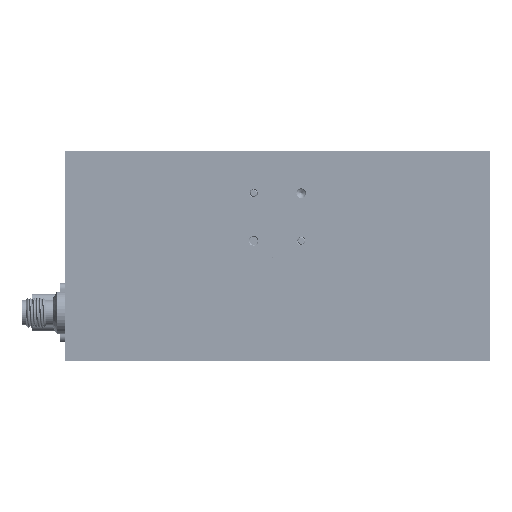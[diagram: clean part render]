
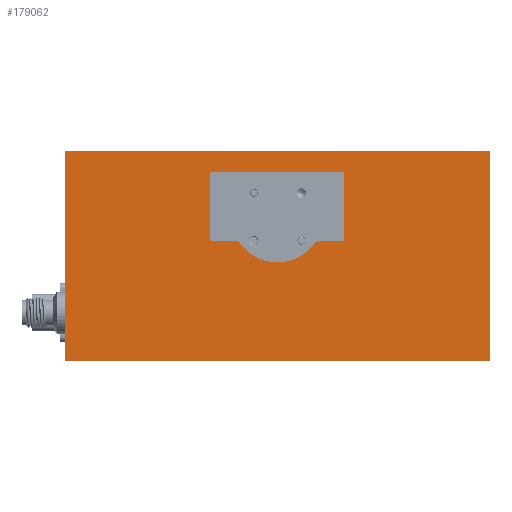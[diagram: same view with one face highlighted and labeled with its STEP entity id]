
A CAD part, left-side view. The second image highlights one B-rep face of the part: STEP entity #179062.
In plain terms, the highlighted planar face has unit normal (-1, 0, 0).
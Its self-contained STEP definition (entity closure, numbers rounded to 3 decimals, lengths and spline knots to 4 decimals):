
#749 = CARTESIAN_POINT ( 'NONE',  ( -1.9486, -0.927, 1.5623 ) ) ;
#787 = EDGE_CURVE ( 'NONE', #153894, #14940, #34223, .T. ) ;
#2207 = DIRECTION ( 'NONE',  ( 0., 1., 0. ) ) ;
#5735 = DIRECTION ( 'NONE',  ( -1., 0., 0. ) ) ;
#7563 = VERTEX_POINT ( 'NONE', #89199 ) ;
#8121 = CARTESIAN_POINT ( 'NONE',  ( -1.9486, 0.183, 1.5623 ) ) ;
#9227 = CARTESIAN_POINT ( 'NONE',  ( -1.9486, -2.142, -0.0127 ) ) ;
#9377 = CARTESIAN_POINT ( 'NONE',  ( -1.9486, -0.917, 1.5623 ) ) ;
#9681 = EDGE_CURVE ( 'NONE', #142054, #92662, #60665, .T. ) ;
#10547 = ORIENTED_EDGE ( 'NONE', *, *, #50962, .F. ) ;
#11026 = ORIENTED_EDGE ( 'NONE', *, *, #9681, .F. ) ;
#11378 = DIRECTION ( 'NONE',  ( 0., -1., 0. ) ) ;
#12178 = CARTESIAN_POINT ( 'NONE',  ( -1.9486, 0.193, 1.5523 ) ) ;
#14940 = VERTEX_POINT ( 'NONE', #25719 ) ;
#17039 = DIRECTION ( 'NONE',  ( 1., 0., 0. ) ) ;
#17441 = VERTEX_POINT ( 'NONE', #139404 ) ;
#18271 = CARTESIAN_POINT ( 'NONE',  ( -1.9486, -0.0605, 0.9628 ) ) ;
#18536 = VECTOR ( 'NONE', #111431, 39.3701 ) ;
#19851 = CARTESIAN_POINT ( 'NONE',  ( -1.9486, 0.183, 1.5523 ) ) ;
#24228 = VERTEX_POINT ( 'NONE', #8121 ) ;
#24433 = CIRCLE ( 'NONE', #100472, 0.0625 ) ;
#25087 = ORIENTED_EDGE ( 'NONE', *, *, #30823, .T. ) ;
#25719 = CARTESIAN_POINT ( 'NONE',  ( -1.9486, 1.408, 1.7373 ) ) ;
#26395 = DIRECTION ( 'NONE',  ( 0., 0., 1. ) ) ;
#27604 = VERTEX_POINT ( 'NONE', #18271 ) ;
#30357 = EDGE_CURVE ( 'NONE', #123996, #24228, #115288, .T. ) ;
#30823 = EDGE_CURVE ( 'NONE', #123996, #132003, #76967, .T. ) ;
#31816 = EDGE_LOOP ( 'NONE', ( #145082, #162672, #132324, #57676 ) ) ;
#32300 = CARTESIAN_POINT ( 'NONE',  ( -1.9486, 0.193, 1.5623 ) ) ;
#33140 = ORIENTED_EDGE ( 'NONE', *, *, #145869, .T. ) ;
#33598 = ORIENTED_EDGE ( 'NONE', *, *, #47097, .F. ) ;
#34223 = LINE ( 'NONE', #145090, #118836 ) ;
#34666 = DIRECTION ( 'NONE',  ( -1., 0., 0. ) ) ;
#37233 = ORIENTED_EDGE ( 'NONE', *, *, #113384, .F. ) ;
#38382 = EDGE_CURVE ( 'NONE', #49721, #92662, #135945, .T. ) ;
#38545 = CARTESIAN_POINT ( 'NONE',  ( -1.9486, -0.927, 1.5523 ) ) ;
#40060 = VECTOR ( 'NONE', #159622, 39.3701 ) ;
#45132 = CARTESIAN_POINT ( 'NONE',  ( -1.9486, -0.724, 0.9258 ) ) ;
#45307 = ORIENTED_EDGE ( 'NONE', *, *, #120410, .T. ) ;
#46024 = DIRECTION ( 'NONE',  ( 0., -1., 0. ) ) ;
#47097 = EDGE_CURVE ( 'NONE', #27604, #149809, #140859, .T. ) ;
#48584 = EDGE_CURVE ( 'NONE', #142054, #24228, #103043, .T. ) ;
#48923 = CARTESIAN_POINT ( 'NONE',  ( -1.9486, -0.917, 0.9883 ) ) ;
#49245 = EDGE_CURVE ( 'NONE', #7563, #132003, #151914, .T. ) ;
#49531 = PLANE ( 'NONE',  #50682 ) ;
#49721 = VERTEX_POINT ( 'NONE', #157345 ) ;
#50682 = AXIS2_PLACEMENT_3D ( 'NONE', #9227, #119212, #134762 ) ;
#50962 = EDGE_CURVE ( 'NONE', #49721, #179393, #100029, .T. ) ;
#51926 = LINE ( 'NONE', #66576, #18536 ) ;
#52210 = FACE_BOUND ( 'NONE', #119420, .T. ) ;
#57573 = DIRECTION ( 'NONE',  ( 0., 1., 0. ) ) ;
#57676 = ORIENTED_EDGE ( 'NONE', *, *, #181374, .T. ) ;
#60665 = LINE ( 'NONE', #32300, #40060 ) ;
#63667 = CARTESIAN_POINT ( 'NONE',  ( -1.9486, 0.183, 0.9983 ) ) ;
#63797 = DIRECTION ( 'NONE',  ( 0., -1., 0. ) ) ;
#65076 = FACE_OUTER_BOUND ( 'NONE', #31816, .T. ) ;
#66576 = CARTESIAN_POINT ( 'NONE',  ( -1.9486, 1.408, -0.0127 ) ) ;
#67391 = CIRCLE ( 'NONE', #113842, 0.0625 ) ;
#67657 = ORIENTED_EDGE ( 'NONE', *, *, #48584, .T. ) ;
#71600 = CARTESIAN_POINT ( 'NONE',  ( -1.9486, -0.0433, 0.9883 ) ) ;
#72881 = LINE ( 'NONE', #115040, #168198 ) ;
#73632 = VERTEX_POINT ( 'NONE', #48923 ) ;
#75965 = DIRECTION ( 'NONE',  ( 0., -1., 0. ) ) ;
#76967 = CIRCLE ( 'NONE', #88596, 0.01 ) ;
#77436 = DIRECTION ( 'NONE',  ( 0., -1., 0. ) ) ;
#78192 = DIRECTION ( 'NONE',  ( 0., 1., 0. ) ) ;
#82230 = AXIS2_PLACEMENT_3D ( 'NONE', #160174, #34666, #146441 ) ;
#88237 = VECTOR ( 'NONE', #2207, 39.3701 ) ;
#88596 = AXIS2_PLACEMENT_3D ( 'NONE', #142573, #17039, #169155 ) ;
#88811 = CARTESIAN_POINT ( 'NONE',  ( -1.9486, -0.917, 0.9983 ) ) ;
#89199 = CARTESIAN_POINT ( 'NONE',  ( -1.9486, -0.927, 0.9983 ) ) ;
#89345 = DIRECTION ( 'NONE',  ( 0., -1., 0. ) ) ;
#91141 = EDGE_CURVE ( 'NONE', #27604, #179393, #67391, .T. ) ;
#91664 = DIRECTION ( 'NONE',  ( 0., 0., 1. ) ) ;
#92662 = VERTEX_POINT ( 'NONE', #124005 ) ;
#96958 = ORIENTED_EDGE ( 'NONE', *, *, #49245, .F. ) ;
#100029 = LINE ( 'NONE', #71600, #153127 ) ;
#100472 = AXIS2_PLACEMENT_3D ( 'NONE', #45132, #5735, #46024 ) ;
#101219 = CARTESIAN_POINT ( 'NONE',  ( -1.9486, -2.142, -0.0127 ) ) ;
#103043 = CIRCLE ( 'NONE', #141129, 0.01 ) ;
#103051 = AXIS2_PLACEMENT_3D ( 'NONE', #88811, #104373, #75965 ) ;
#103745 = AXIS2_PLACEMENT_3D ( 'NONE', #63667, #175462, #77436 ) ;
#104373 = DIRECTION ( 'NONE',  ( 1., 0., 0. ) ) ;
#105841 = CARTESIAN_POINT ( 'NONE',  ( -1.9486, -0.0101, 0.9258 ) ) ;
#106859 = DIRECTION ( 'NONE',  ( 1., 0., 0. ) ) ;
#108824 = VERTEX_POINT ( 'NONE', #174368 ) ;
#110174 = VERTEX_POINT ( 'NONE', #101219 ) ;
#111003 = DIRECTION ( 'NONE',  ( 0., -1., 0. ) ) ;
#111431 = DIRECTION ( 'NONE',  ( 0., 0., 1. ) ) ;
#113384 = EDGE_CURVE ( 'NONE', #17441, #73632, #72881, .T. ) ;
#113842 = AXIS2_PLACEMENT_3D ( 'NONE', #105841, #122274, #11378 ) ;
#115040 = CARTESIAN_POINT ( 'NONE',  ( -1.9486, -0.927, 0.9883 ) ) ;
#115288 = LINE ( 'NONE', #116198, #117792 ) ;
#116198 = CARTESIAN_POINT ( 'NONE',  ( -1.9486, -0.927, 1.5623 ) ) ;
#117792 = VECTOR ( 'NONE', #57573, 39.3701 ) ;
#118836 = VECTOR ( 'NONE', #78192, 39.3701 ) ;
#119212 = DIRECTION ( 'NONE',  ( 1., 0., 0. ) ) ;
#119420 = EDGE_LOOP ( 'NONE', ( #37233, #33140, #33598, #155296, #10547, #143213, #11026, #67657, #151869, #25087, #96958, #45307 ) ) ;
#120410 = EDGE_CURVE ( 'NONE', #7563, #73632, #152752, .T. ) ;
#122274 = DIRECTION ( 'NONE',  ( -1., 0., 0. ) ) ;
#123996 = VERTEX_POINT ( 'NONE', #9377 ) ;
#124005 = CARTESIAN_POINT ( 'NONE',  ( -1.9486, 0.193, 0.9983 ) ) ;
#126075 = EDGE_CURVE ( 'NONE', #108824, #14940, #51926, .T. ) ;
#128188 = CARTESIAN_POINT ( 'NONE',  ( -1.9486, -0.0101, 0.9883 ) ) ;
#132003 = VERTEX_POINT ( 'NONE', #38545 ) ;
#132324 = ORIENTED_EDGE ( 'NONE', *, *, #172532, .F. ) ;
#134762 = DIRECTION ( 'NONE',  ( 0., -1., 0. ) ) ;
#135945 = CIRCLE ( 'NONE', #103745, 0.01 ) ;
#139404 = CARTESIAN_POINT ( 'NONE',  ( -1.9486, -0.724, 0.9883 ) ) ;
#140859 = CIRCLE ( 'NONE', #82230, 0.38 ) ;
#141129 = AXIS2_PLACEMENT_3D ( 'NONE', #19851, #106859, #63797 ) ;
#142054 = VERTEX_POINT ( 'NONE', #12178 ) ;
#142573 = CARTESIAN_POINT ( 'NONE',  ( -1.9486, -0.917, 1.5523 ) ) ;
#143213 = ORIENTED_EDGE ( 'NONE', *, *, #38382, .T. ) ;
#143245 = LINE ( 'NONE', #155180, #88237 ) ;
#145082 = ORIENTED_EDGE ( 'NONE', *, *, #787, .T. ) ;
#145090 = CARTESIAN_POINT ( 'NONE',  ( -1.9486, -2.142, 1.7373 ) ) ;
#145869 = EDGE_CURVE ( 'NONE', #17441, #149809, #24433, .T. ) ;
#146441 = DIRECTION ( 'NONE',  ( 0., 1., 0. ) ) ;
#146997 = VECTOR ( 'NONE', #26395, 39.3701 ) ;
#147841 = CARTESIAN_POINT ( 'NONE',  ( -1.9486, -0.6736, 0.9628 ) ) ;
#148453 = LINE ( 'NONE', #149353, #153338 ) ;
#149353 = CARTESIAN_POINT ( 'NONE',  ( -1.9486, -2.142, -0.0127 ) ) ;
#149809 = VERTEX_POINT ( 'NONE', #147841 ) ;
#151869 = ORIENTED_EDGE ( 'NONE', *, *, #30357, .F. ) ;
#151914 = LINE ( 'NONE', #749, #146997 ) ;
#152752 = CIRCLE ( 'NONE', #103051, 0.01 ) ;
#153127 = VECTOR ( 'NONE', #111003, 39.3701 ) ;
#153338 = VECTOR ( 'NONE', #91664, 39.3701 ) ;
#153894 = VERTEX_POINT ( 'NONE', #178974 ) ;
#155180 = CARTESIAN_POINT ( 'NONE',  ( -1.9486, -2.142, -0.0127 ) ) ;
#155296 = ORIENTED_EDGE ( 'NONE', *, *, #91141, .T. ) ;
#157345 = CARTESIAN_POINT ( 'NONE',  ( -1.9486, 0.183, 0.9883 ) ) ;
#159622 = DIRECTION ( 'NONE',  ( 0., 0., -1. ) ) ;
#160174 = CARTESIAN_POINT ( 'NONE',  ( -1.9486, -0.367, 1.1873 ) ) ;
#162672 = ORIENTED_EDGE ( 'NONE', *, *, #126075, .F. ) ;
#168198 = VECTOR ( 'NONE', #89345, 39.3701 ) ;
#169155 = DIRECTION ( 'NONE',  ( 0., -1., 0. ) ) ;
#172532 = EDGE_CURVE ( 'NONE', #110174, #108824, #143245, .T. ) ;
#174368 = CARTESIAN_POINT ( 'NONE',  ( -1.9486, 1.408, -0.0127 ) ) ;
#175462 = DIRECTION ( 'NONE',  ( 1., 0., 0. ) ) ;
#178974 = CARTESIAN_POINT ( 'NONE',  ( -1.9486, -2.142, 1.7373 ) ) ;
#179062 = ADVANCED_FACE ( 'NONE', ( #52210, #65076 ), #49531, .F. ) ;
#179393 = VERTEX_POINT ( 'NONE', #128188 ) ;
#181374 = EDGE_CURVE ( 'NONE', #110174, #153894, #148453, .T. ) ;
